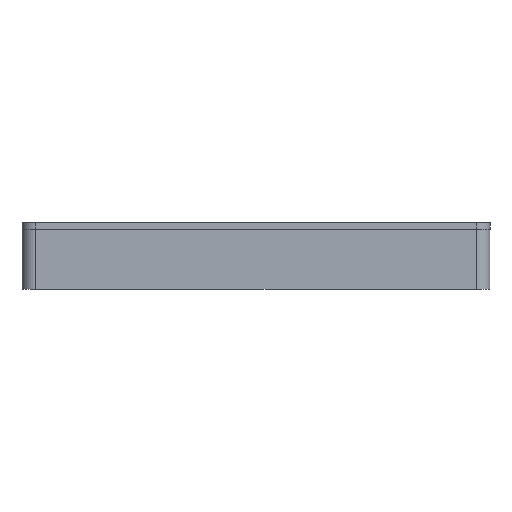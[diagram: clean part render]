
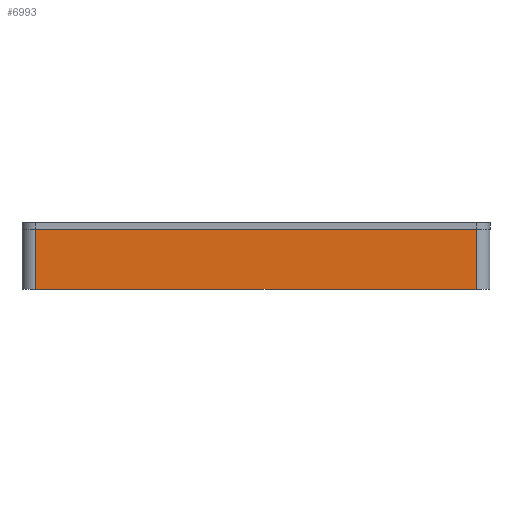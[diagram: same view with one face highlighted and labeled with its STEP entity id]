
A CAD part, front view. The second image highlights one B-rep face of the part: STEP entity #6993.
In plain terms, the highlighted planar face has unit normal (0, -1, 0).
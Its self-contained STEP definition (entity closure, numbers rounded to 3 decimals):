
#1421=FACE_OUTER_BOUND('',#2069,.T.);
#2069=EDGE_LOOP('',(#6455,#6456,#6457,#6458));
#2556=LINE('',#11768,#3052);
#2560=LINE('',#11777,#3056);
#2580=LINE('',#11834,#3076);
#2581=LINE('',#11837,#3077);
#3052=VECTOR('',#9808,10.);
#3056=VECTOR('',#9816,10.);
#3076=VECTOR('',#9864,10.);
#3077=VECTOR('',#9869,10.);
#3677=VERTEX_POINT('',#11761);
#3680=VERTEX_POINT('',#11766);
#3683=VERTEX_POINT('',#11776);
#3706=VERTEX_POINT('',#11833);
#4598=EDGE_CURVE('',#3680,#3677,#2556,.T.);
#4602=EDGE_CURVE('',#3677,#3683,#2560,.T.);
#4631=EDGE_CURVE('',#3683,#3706,#2580,.T.);
#4633=EDGE_CURVE('',#3706,#3680,#2581,.T.);
#6455=ORIENTED_EDGE('',*,*,#4598,.F.);
#6456=ORIENTED_EDGE('',*,*,#4633,.F.);
#6457=ORIENTED_EDGE('',*,*,#4631,.F.);
#6458=ORIENTED_EDGE('',*,*,#4602,.F.);
#6665=PLANE('',#7827);
#6993=ADVANCED_FACE('',(#1421),#6665,.T.);
#7827=AXIS2_PLACEMENT_3D('',#11836,#9867,#9868);
#9808=DIRECTION('',(0.,0.,1.));
#9816=DIRECTION('',(1.,0.,0.));
#9864=DIRECTION('',(0.,0.,-1.));
#9867=DIRECTION('center_axis',(0.,-1.,0.));
#9868=DIRECTION('ref_axis',(1.,0.,0.));
#9869=DIRECTION('',(-1.,0.,0.));
#11761=CARTESIAN_POINT('',(-94.29,-64.427,13.));
#11766=CARTESIAN_POINT('',(-94.29,-64.427,0.));
#11768=CARTESIAN_POINT('',(-94.29,-64.427,0.));
#11776=CARTESIAN_POINT('',(0.9,-64.427,13.));
#11777=CARTESIAN_POINT('',(3.9,-64.427,13.));
#11833=CARTESIAN_POINT('',(0.9,-64.427,0.));
#11834=CARTESIAN_POINT('',(0.9,-64.427,0.));
#11836=CARTESIAN_POINT('Origin',(-97.29,-64.427,0.));
#11837=CARTESIAN_POINT('',(3.9,-64.427,0.));
